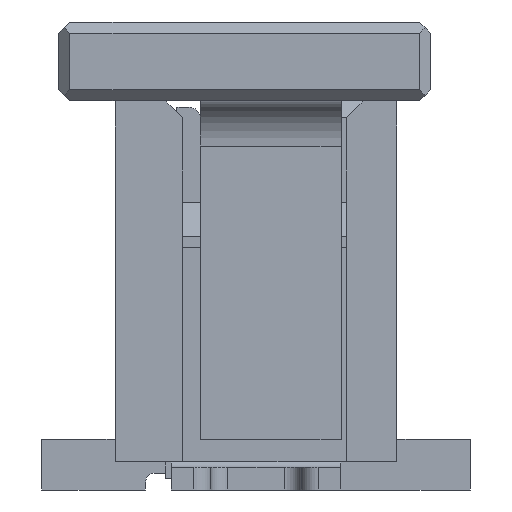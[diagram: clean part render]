
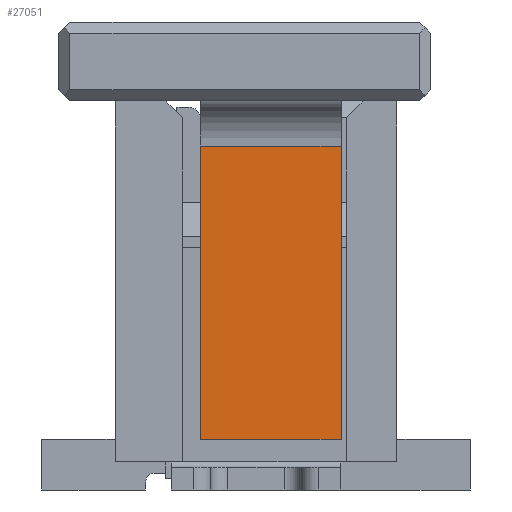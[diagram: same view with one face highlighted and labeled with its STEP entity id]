
A CAD part, left-side view. The second image highlights one B-rep face of the part: STEP entity #27051.
In plain terms, the highlighted planar face has unit normal (-1, 0, 0).
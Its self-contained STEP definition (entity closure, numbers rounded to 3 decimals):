
#4888=DIRECTION('',(0.,0.,-1.));
#4889=VECTOR('',#4888,2.6);
#4890=CARTESIAN_POINT('',(-8.15,0.495,-0.4));
#4891=LINE('',#4890,#4889);
#8644=DIRECTION('',(0.,0.,-1.));
#8645=VECTOR('',#8644,2.6);
#8646=CARTESIAN_POINT('',(-8.15,-0.755,-0.4));
#8647=LINE('',#8646,#8645);
#8707=DIRECTION('',(0.,-1.,0.));
#8708=VECTOR('',#8707,1.25);
#8709=CARTESIAN_POINT('',(-8.15,0.495,-3.));
#8710=LINE('',#8709,#8708);
#8715=DIRECTION('',(0.,1.,0.));
#8716=VECTOR('',#8715,1.25);
#8717=CARTESIAN_POINT('',(-8.15,-0.755,-0.4));
#8718=LINE('',#8717,#8716);
#13572=CARTESIAN_POINT('',(-8.15,0.495,-0.4));
#13573=CARTESIAN_POINT('',(-8.15,0.495,-3.));
#13574=VERTEX_POINT('',#13572);
#13575=VERTEX_POINT('',#13573);
#13642=CARTESIAN_POINT('',(-8.15,-0.755,-0.4));
#13643=CARTESIAN_POINT('',(-8.15,-0.755,-3.));
#13644=VERTEX_POINT('',#13642);
#13645=VERTEX_POINT('',#13643);
#27039=CARTESIAN_POINT('',(-8.15,-0.03,-0.4));
#27040=DIRECTION('',(-1.,0.,0.));
#27041=DIRECTION('',(0.,0.,-1.));
#27042=AXIS2_PLACEMENT_3D('',#27039,#27040,#27041);
#27043=PLANE('',#27042);
#27045=ORIENTED_EDGE('',*,*,#27044,.F.);
#27046=ORIENTED_EDGE('',*,*,#26928,.T.);
#27047=ORIENTED_EDGE('',*,*,#27031,.F.);
#27048=ORIENTED_EDGE('',*,*,#20829,.F.);
#27049=EDGE_LOOP('',(#27045,#27046,#27047,#27048));
#27050=FACE_OUTER_BOUND('',#27049,.F.);
#20829=EDGE_CURVE('',#13574,#13575,#4891,.T.);
#26928=EDGE_CURVE('',#13644,#13645,#8647,.T.);
#27031=EDGE_CURVE('',#13575,#13645,#8710,.T.);
#27044=EDGE_CURVE('',#13644,#13574,#8718,.T.);
#27051=ADVANCED_FACE('',(#27050),#27043,.T.);
